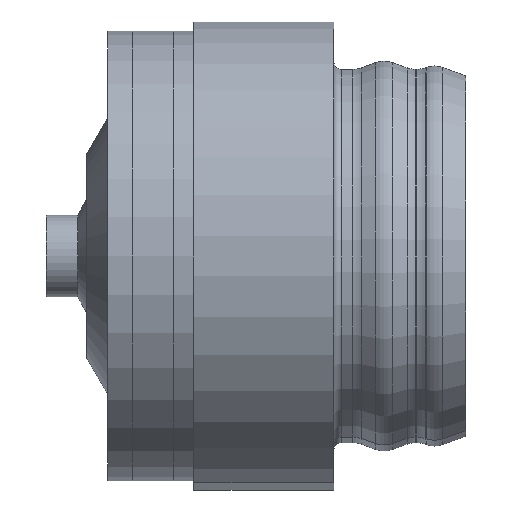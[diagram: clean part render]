
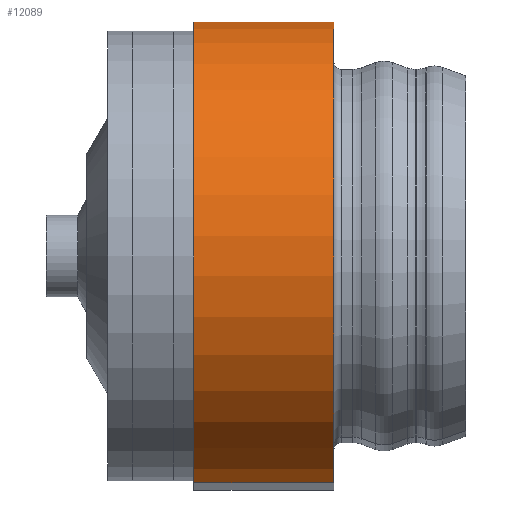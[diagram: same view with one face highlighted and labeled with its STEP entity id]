
A CAD part, left-side view. The second image highlights one B-rep face of the part: STEP entity #12089.
In plain terms, the highlighted cylindrical face has radius 73.025 mm (diameter 146.05 mm), a partial arc.
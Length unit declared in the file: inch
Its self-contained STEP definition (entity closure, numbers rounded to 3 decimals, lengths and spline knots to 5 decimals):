
#148 = CARTESIAN_POINT ( 'NONE',  ( -0.05352, -0.21749, 2.87452 ) ) ;
#247 = DIRECTION ( 'NONE',  ( 0., -1., 0. ) ) ;
#319 = CARTESIAN_POINT ( 'NONE',  ( -0.166, -0.36404, 2.8702 ) ) ;
#336 = VECTOR ( 'NONE', #16583, 39.37008 ) ;
#358 = EDGE_CURVE ( 'NONE', #15541, #7387, #10888, .T. ) ;
#623 = VERTEX_POINT ( 'NONE', #15742 ) ;
#817 = CARTESIAN_POINT ( 'NONE',  ( -0.14919, -0.44859, 2.87113 ) ) ;
#1012 = EDGE_CURVE ( 'NONE', #13304, #3987, #2568, .T. ) ;
#1496 = CARTESIAN_POINT ( 'NONE',  ( -0.16493, -0.35326, 2.87027 ) ) ;
#1580 = CARTESIAN_POINT ( 'NONE',  ( -0.01084, -0.209, 2.875 ) ) ;
#1617 = DIRECTION ( 'NONE',  ( 0., 0., 1. ) ) ;
#1676 = FACE_OUTER_BOUND ( 'NONE', #14532, .T. ) ;
#1678 = CARTESIAN_POINT ( 'NONE',  ( -0.16492, -0.39676, 2.87027 ) ) ;
#1760 = DIRECTION ( 'NONE',  ( 0., 0., -1. ) ) ;
#2009 = CARTESIAN_POINT ( 'NONE',  ( -0.13207, -0.47615, 2.87197 ) ) ;
#2346 = CARTESIAN_POINT ( 'NONE',  ( -0.166, -0.375, 2.8702 ) ) ;
#2495 = DIRECTION ( 'NONE',  ( 0., -1., 0. ) ) ;
#2568 = B_SPLINE_CURVE_WITH_KNOTS ( 'NONE', 3,
 ( #12872, #1580, #7737, #7982, #148, #6718, #5386, #13040, #5211, #15644, #5305, #11864, #14470, #8058, #10435, #1496, #319, #2935 ),
 .UNSPECIFIED., .F., .F.,
 ( 4, 2, 2, 2, 2, 2, 2, 2, 4 ),
 ( 0.01319, 0.01401, 0.01483, 0.01566, 0.01648, 0.01731, 0.01813, 0.01896, 0.01978 ),
 .UNSPECIFIED. ) ;
#2576 = LINE ( 'NONE', #10070, #4200 ) ;
#2702 = DIRECTION ( 'NONE',  ( 0., -1., 0. ) ) ;
#2935 = CARTESIAN_POINT ( 'NONE',  ( -0.166, -0.375, 2.8702 ) ) ;
#3093 = ORIENTED_EDGE ( 'NONE', *, *, #14141, .F. ) ;
#3129 = CIRCLE ( 'NONE', #12548, 2.875 ) ;
#3132 = CIRCLE ( 'NONE', #10402, 2.875 ) ;
#3185 = ORIENTED_EDGE ( 'NONE', *, *, #1012, .F. ) ;
#3352 = CARTESIAN_POINT ( 'NONE',  ( -0.04327, -0.53563, 2.87469 ) ) ;
#3603 = CARTESIAN_POINT ( 'NONE',  ( -0.10976, -0.5, 2.87291 ) ) ;
#3890 = EDGE_CURVE ( 'NONE', #3987, #15541, #4501, .T. ) ;
#3987 = VERTEX_POINT ( 'NONE', #2346 ) ;
#4200 = VECTOR ( 'NONE', #2495, 39.37008 ) ;
#4501 = B_SPLINE_CURVE_WITH_KNOTS ( 'NONE', 3,
 ( #9270, #11881, #1678, #6822, #11191, #817, #5976, #2009, #16402, #3603, #11107, #16145, #5892, #6057, #3352, #16325, #15137, #8655 ),
 .UNSPECIFIED., .F., .F.,
 ( 4, 2, 2, 2, 2, 2, 2, 2, 4 ),
 ( 0.01978, 0.0206, 0.02143, 0.02225, 0.02307, 0.0239, 0.02472, 0.02554, 0.02637 ),
 .UNSPECIFIED. ) ;
#4772 = EDGE_CURVE ( 'NONE', #7387, #16545, #3129, .T. ) ;
#5211 = CARTESIAN_POINT ( 'NONE',  ( -0.10969, -0.24993, 2.87292 ) ) ;
#5305 = CARTESIAN_POINT ( 'NONE',  ( -0.13201, -0.27378, 2.87197 ) ) ;
#5329 = CARTESIAN_POINT ( 'NONE',  ( 0., -0.541, 2.875 ) ) ;
#5386 = CARTESIAN_POINT ( 'NONE',  ( -0.08315, -0.23091, 2.87381 ) ) ;
#5892 = CARTESIAN_POINT ( 'NONE',  ( -0.07364, -0.52416, 2.87407 ) ) ;
#5976 = CARTESIAN_POINT ( 'NONE',  ( -0.1441, -0.45812, 2.87139 ) ) ;
#6057 = CARTESIAN_POINT ( 'NONE',  ( -0.05368, -0.53245, 2.87452 ) ) ;
#6718 = CARTESIAN_POINT ( 'NONE',  ( -0.0735, -0.22577, 2.87408 ) ) ;
#6732 = CYLINDRICAL_SURFACE ( 'NONE', #7323, 2.875 ) ;
#6822 = CARTESIAN_POINT ( 'NONE',  ( -0.16071, -0.41796, 2.87051 ) ) ;
#7001 = CARTESIAN_POINT ( 'NONE',  ( 0., 0., 2.875 ) ) ;
#7173 = DIRECTION ( 'NONE',  ( 0., -1., 0. ) ) ;
#7323 = AXIS2_PLACEMENT_3D ( 'NONE', #10775, #247, #1760 ) ;
#7387 = VERTEX_POINT ( 'NONE', #7816 ) ;
#7737 = CARTESIAN_POINT ( 'NONE',  ( -0.02161, -0.21005, 2.87494 ) ) ;
#7761 = VERTEX_POINT ( 'NONE', #11764 ) ;
#7816 = CARTESIAN_POINT ( 'NONE',  ( 0., -0.91147, 2.875 ) ) ;
#7830 = LINE ( 'NONE', #11454, #336 ) ;
#7982 = CARTESIAN_POINT ( 'NONE',  ( -0.04302, -0.2143, 2.8747 ) ) ;
#8058 = CARTESIAN_POINT ( 'NONE',  ( -0.15751, -0.32146, 2.87069 ) ) ;
#8224 = ORIENTED_EDGE ( 'NONE', *, *, #3890, .F. ) ;
#8602 = CARTESIAN_POINT ( 'NONE',  ( 0., -0.209, 2.875 ) ) ;
#8655 = CARTESIAN_POINT ( 'NONE',  ( 0., -0.541, 2.875 ) ) ;
#9270 = CARTESIAN_POINT ( 'NONE',  ( -0.166, -0.375, 2.8702 ) ) ;
#9767 = ORIENTED_EDGE ( 'NONE', *, *, #12079, .T. ) ;
#10070 = CARTESIAN_POINT ( 'NONE',  ( 0., 0., 2.875 ) ) ;
#10193 = DIRECTION ( 'NONE',  ( 0., 0., -1. ) ) ;
#10402 = AXIS2_PLACEMENT_3D ( 'NONE', #14256, #11820, #1617 ) ;
#10435 = CARTESIAN_POINT ( 'NONE',  ( -0.16071, -0.33203, 2.87051 ) ) ;
#10539 = CARTESIAN_POINT ( 'NONE',  ( 0., -0.91147, 0. ) ) ;
#10775 = CARTESIAN_POINT ( 'NONE',  ( 0., 0., 0. ) ) ;
#10888 = LINE ( 'NONE', #7001, #15487 ) ;
#10913 = ORIENTED_EDGE ( 'NONE', *, *, #4772, .F. ) ;
#11107 = CARTESIAN_POINT ( 'NONE',  ( -0.10142, -0.50687, 2.87322 ) ) ;
#11191 = CARTESIAN_POINT ( 'NONE',  ( -0.15752, -0.42848, 2.87068 ) ) ;
#11454 = CARTESIAN_POINT ( 'NONE',  ( 0., 0., -2.875 ) ) ;
#11691 = ORIENTED_EDGE ( 'NONE', *, *, #358, .F. ) ;
#11764 = CARTESIAN_POINT ( 'NONE',  ( 0., 0.8, -2.875 ) ) ;
#11820 = DIRECTION ( 'NONE',  ( 0., 1., 0. ) ) ;
#11864 = CARTESIAN_POINT ( 'NONE',  ( -0.14408, -0.29184, 2.87139 ) ) ;
#11881 = CARTESIAN_POINT ( 'NONE',  ( -0.166, -0.38595, 2.8702 ) ) ;
#12079 = EDGE_CURVE ( 'NONE', #7761, #16545, #7830, .T. ) ;
#12089 = ADVANCED_FACE ( 'NONE', ( #1676 ), #6732, .T. ) ;
#12548 = AXIS2_PLACEMENT_3D ( 'NONE', #10539, #2702, #10193 ) ;
#12872 = CARTESIAN_POINT ( 'NONE',  ( 0., -0.209, 2.875 ) ) ;
#13040 = CARTESIAN_POINT ( 'NONE',  ( -0.10132, -0.24306, 2.87323 ) ) ;
#13304 = VERTEX_POINT ( 'NONE', #8602 ) ;
#14141 = EDGE_CURVE ( 'NONE', #623, #13304, #2576, .T. ) ;
#14256 = CARTESIAN_POINT ( 'NONE',  ( 0., 0.8, 0. ) ) ;
#14470 = CARTESIAN_POINT ( 'NONE',  ( -0.14918, -0.30137, 2.87113 ) ) ;
#14532 = EDGE_LOOP ( 'NONE', ( #3093, #15648, #9767, #10913, #11691, #8224, #3185 ) ) ;
#14664 = EDGE_CURVE ( 'NONE', #7761, #623, #3132, .T. ) ;
#15137 = CARTESIAN_POINT ( 'NONE',  ( -0.01096, -0.541, 2.875 ) ) ;
#15487 = VECTOR ( 'NONE', #7173, 39.37008 ) ;
#15541 = VERTEX_POINT ( 'NONE', #5329 ) ;
#15644 = CARTESIAN_POINT ( 'NONE',  ( -0.125, -0.26524, 2.87229 ) ) ;
#15648 = ORIENTED_EDGE ( 'NONE', *, *, #14664, .F. ) ;
#15742 = CARTESIAN_POINT ( 'NONE',  ( 0., 0.8, 2.875 ) ) ;
#16114 = CARTESIAN_POINT ( 'NONE',  ( 0., -0.91147, -2.875 ) ) ;
#16145 = CARTESIAN_POINT ( 'NONE',  ( -0.08331, -0.51899, 2.87381 ) ) ;
#16325 = CARTESIAN_POINT ( 'NONE',  ( -0.02181, -0.53992, 2.87494 ) ) ;
#16402 = CARTESIAN_POINT ( 'NONE',  ( -0.12507, -0.48469, 2.87229 ) ) ;
#16545 = VERTEX_POINT ( 'NONE', #16114 ) ;
#16583 = DIRECTION ( 'NONE',  ( 0., -1., 0. ) ) ;
